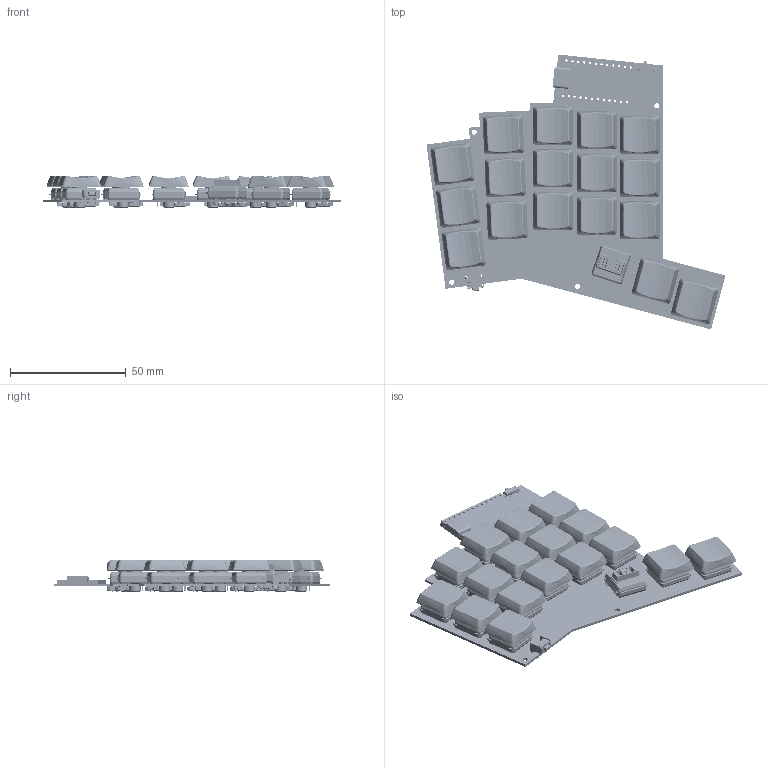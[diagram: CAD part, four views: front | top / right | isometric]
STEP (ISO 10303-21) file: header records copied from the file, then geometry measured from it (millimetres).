
FILE_DESCRIPTION(('KiCad electronic assembly'),'2;1');
FILE_NAME('l.step','2024-09-20T11:02:46',('Pcbnew'),('Kicad'), 'Open CASCADE STEP processor 7.7','KiCad to STEP converter','Unknown' );
FILE_SCHEMA(('AUTOMOTIVE_DESIGN { 1 0 10303 214 1 1 1 1 }'));
Length unit declared in the file: millimetre
Products named in the file (16): l 1; SKHLLC; supermini-nrf52840; PCM12SMTR--3DModel-STEP-56544; PCM12SMTR; Kailh_choc_v2; Kailh_PG1352; PG1350-socket; PG1350; 1u_cap; cap; Kailh_choc_v1; Kailh LP Choc Burnt Orange; Sybil_PCB
Assembly tree (64 placements, depth 3):
  l 1
    SKHLLC
      SKHLLC
    supermini-nrf52840
      supermini-nrf52840
    PCM12SMTR--3DModel-STEP-56544
      PCM12SMTR
    Kailh_choc_v2  x17
      Kailh_PG1352
    PG1350-socket  x18
      PG1350
    1u_cap  x17
      cap
    Kailh_choc_v1
      Kailh LP Choc Burnt Orange
    Sybil_PCB
Bounding box: 129.42 x 119.05 x 14.02 mm (x, y, z)
Volume: 40591.1 mm3; surface area: 60266.7 mm2
Topology: 133 solids, 133 shells, 10859 faces, 26824 edges, 16600 vertices
Faces by surface type: plane 6153, cylinder 2572, bspline 1082, cone 558, torus 314, revolution 176, sphere 4
Full cylindrical faces by diameter (mm): 1 x28, 1.092 x24, 1.3 x2, 1.6 x17, 1.702 x2, 1.9 x34, 2.2 x4, 3 x37, 3.429 x1, 5 x17, 5.5 x17
Entity records: 48032 total; most frequent: CARTESIAN_POINT 11756, ORIENTED_EDGE 7370, DIRECTION 7220, EDGE_CURVE 3685, AXIS2_PLACEMENT_3D 2411, LINE 2388, VECTOR 2388, VERTEX_POINT 2337
